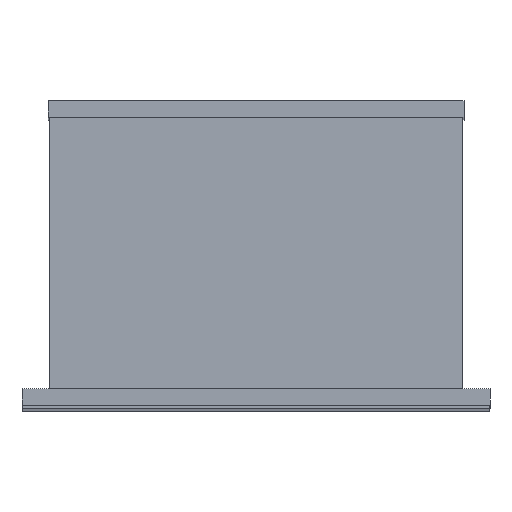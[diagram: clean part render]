
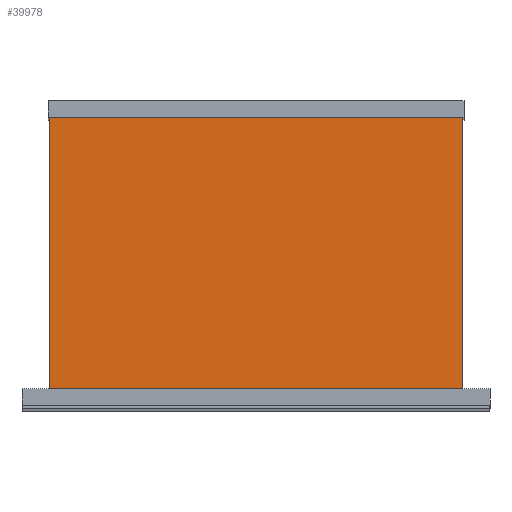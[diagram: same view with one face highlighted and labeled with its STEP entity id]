
A CAD part, top view. The second image highlights one B-rep face of the part: STEP entity #39978.
In plain terms, the highlighted planar face has unit normal (0, 0, 1).
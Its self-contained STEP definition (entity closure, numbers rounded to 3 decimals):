
#2181=FACE_OUTER_BOUND('',#4177,.T.);
#4177=EDGE_LOOP('',(#35969,#35970,#35971,#35972));
#9704=LINE('',#63211,#15273);
#9705=LINE('',#63213,#15274);
#9706=LINE('',#63215,#15275);
#9707=LINE('',#63216,#15276);
#15273=VECTOR('',#51624,261.);
#15274=VECTOR('',#51625,398.);
#15275=VECTOR('',#51626,261.);
#15276=VECTOR('',#51627,398.);
#19083=VERTEX_POINT('',#63209);
#19084=VERTEX_POINT('',#63210);
#19085=VERTEX_POINT('',#63212);
#19086=VERTEX_POINT('',#63214);
#24721=EDGE_CURVE('',#19083,#19084,#9704,.T.);
#24722=EDGE_CURVE('',#19084,#19085,#9705,.T.);
#24723=EDGE_CURVE('',#19085,#19086,#9706,.T.);
#24724=EDGE_CURVE('',#19086,#19083,#9707,.T.);
#35969=ORIENTED_EDGE('',*,*,#24721,.T.);
#35970=ORIENTED_EDGE('',*,*,#24722,.T.);
#35971=ORIENTED_EDGE('',*,*,#24723,.T.);
#35972=ORIENTED_EDGE('',*,*,#24724,.T.);
#38014=PLANE('',#42069);
#39978=ADVANCED_FACE('',(#2181),#38014,.T.);
#42069=AXIS2_PLACEMENT_3D('',#63208,#51622,#51623);
#51622=DIRECTION('center_axis',(0.,0.,1.));
#51623=DIRECTION('ref_axis',(1.,0.,0.));
#51624=DIRECTION('',(0.,1.,0.));
#51625=DIRECTION('',(-1.,0.,0.));
#51626=DIRECTION('',(0.,-1.,0.));
#51627=DIRECTION('',(1.,0.,0.));
#63208=CARTESIAN_POINT('Origin',(224.75,149.5,1673.75));
#63209=CARTESIAN_POINT('',(423.75,19.,1673.75));
#63210=CARTESIAN_POINT('',(423.75,280.,1673.75));
#63211=CARTESIAN_POINT('',(423.75,149.5,1673.75));
#63212=CARTESIAN_POINT('',(25.75,280.,1673.75));
#63213=CARTESIAN_POINT('',(224.75,280.,1673.75));
#63214=CARTESIAN_POINT('',(25.75,19.,1673.75));
#63215=CARTESIAN_POINT('',(25.75,149.5,1673.75));
#63216=CARTESIAN_POINT('',(224.75,19.,1673.75));
